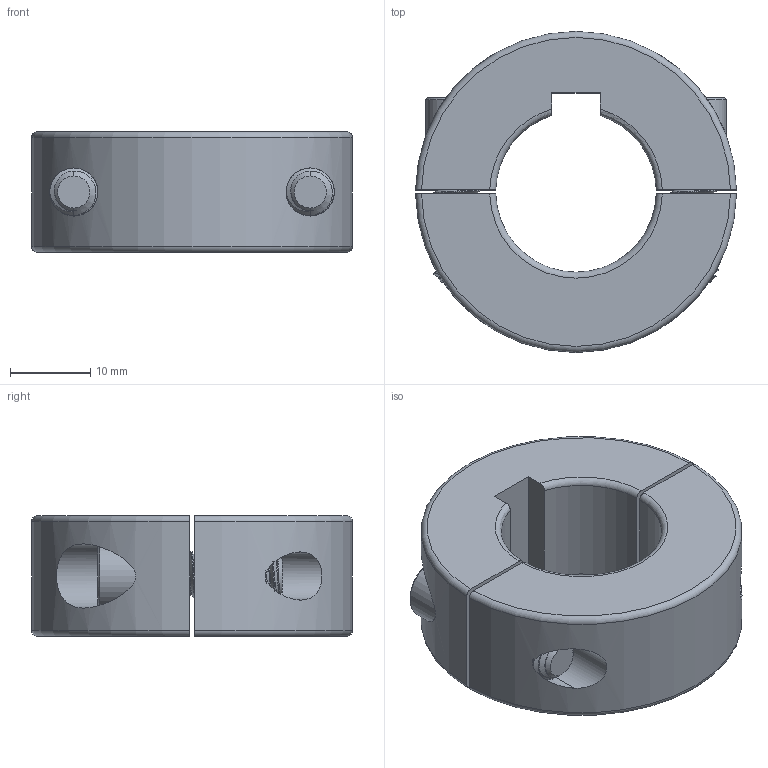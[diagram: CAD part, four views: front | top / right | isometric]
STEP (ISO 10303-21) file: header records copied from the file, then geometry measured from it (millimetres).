
FILE_DESCRIPTION (( 'STEP AP203' ), '1' );
FILE_NAME ('3390N19_Clamping Two-Piece Shaft Collar with Keyway.STEP', '2021-07-09T05:50:56', ( 'Administrator' ), ( 'Managed by Terraform' ), 'SwSTEP 2.0', 'SolidWorks 2017', '' );
FILE_SCHEMA (( 'CONFIG_CONTROL_DESIGN' ));
Length unit declared in the file: millimetre
Products named in the file (1): 3390N19_Clamping Two-Piece Shaft Collar with Keyway
Bounding box: 40 x 40 x 15 mm (x, y, z)
Volume: 13080.7 mm3; surface area: 7566.5 mm2
Topology: 4 solids, 4 shells, 146 faces, 388 edges, 256 vertices
Faces by surface type: cylinder 81, plane 37, torus 12, cone 10, bspline 6
Entity records: 9699 total; most frequent: CARTESIAN_POINT 6389, ORIENTED_EDGE 776, DIRECTION 566, EDGE_CURVE 388, VERTEX_POINT 256, AXIS2_PLACEMENT_3D 203, LINE 160, EDGE_LOOP 160
